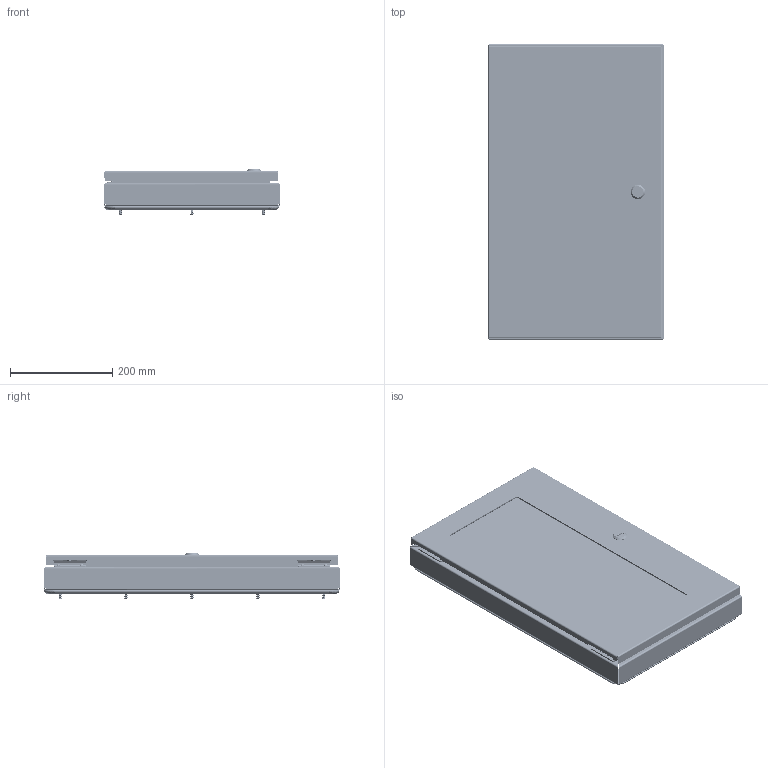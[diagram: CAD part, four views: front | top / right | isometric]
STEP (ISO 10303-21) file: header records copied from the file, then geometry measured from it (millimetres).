
FILE_DESCRIPTION(/* description */ ('DEEP HINGED, CS, N4, WDW KIT, TUB, 22.75X13.5X2.75'),/* implementation_level */ '2;1');
FILE_NAME(/* name */ 'WADW231302.stp',/* time_stamp */ '2015-01-29T15:13:51+06:00',/* author */ ('ps'),/* organization */ (''),/* preprocessor_version */ 'ST-DEVELOPER v15.2',/* originating_system */ 'Autodesk Inventor 2014',/* authorisation */ '');
FILE_SCHEMA (('AUTOMOTIVE_DESIGN { 1 0 10303 214 3 1 1 }'));
Length unit declared in the file: inch
Products named in the file (27): WADW231302BKP; HFW3161; 17376 PIN; 17380 SCREW; 17723 BOX LEAF; 17723-UTI BRACKET; 17910 SEALING WASHER; HFW328176; WADW2313FIP-BKP; WADW2313LID; WADW2313FIP-WDW; 38821; 1000-u155_asm; 1000-14_prt; 1000-24_prt; 1000-318; 1000-03; 1000-277-01; 1000-u142_asm; 35124; HFW328175; WADW2313FIP-LID; HFW353243; 31433; WADW2313WRT; 349117; WADW231302
Bounding box: 342.9 x 577.85 x 88.92 mm (x, y, z)
Volume: 1810535.6 mm3; surface area: 1208540.1 mm2
Topology: 71 solids, 75 shells, 2324 faces, 5519 edges, 3389 vertices
Faces by surface type: cylinder 812, plane 797, cone 403, bspline 232, torus 76, sphere 4
Full cylindrical faces by diameter (mm): 2.362 x4, 3.175 x2, 3.317 x68, 3.861 x4, 3.962 x16, 4.166 x68, 4.25 x4, 4.366 x4, 4.572 x4, 4.775 x4, 4.826 x14, 5 x1, 6 x1, 6.325 x12, 6.35 x166, 6.502 x4, 7.137 x14, 7.938 x12, 8.118 x12, 8.128 x4, 9.144 x4, 9.9 x1, 10 x2, 10.2 x1, 11.05 x1, 12.8 x1, 13.5 x1, 15.2 x1, 15.8 x1, 16.1 x2
Entity records: 41870 total; most frequent: CARTESIAN_POINT 16158, DIRECTION 5040, ORIENTED_EDGE 4828, EDGE_CURVE 2415, AXIS2_PLACEMENT_3D 1867, VERTEX_POINT 1562, EDGE_LOOP 1395, LINE 1306
